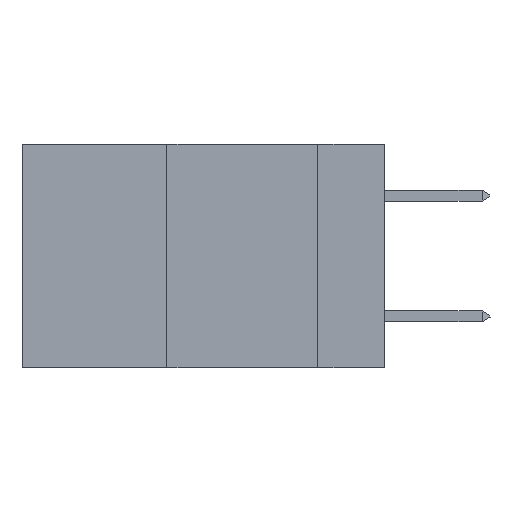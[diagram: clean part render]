
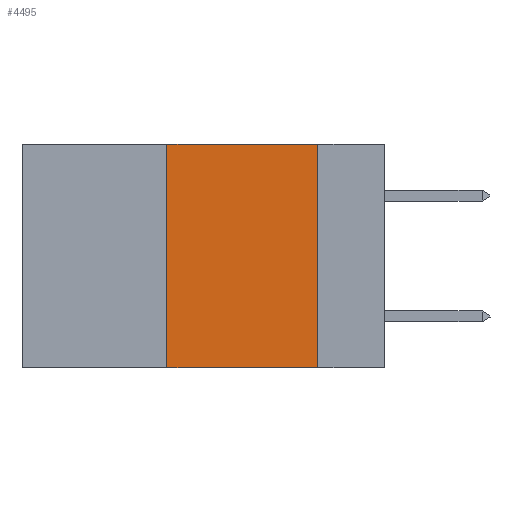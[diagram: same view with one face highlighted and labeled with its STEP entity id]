
A CAD part, left-side view. The second image highlights one B-rep face of the part: STEP entity #4495.
In plain terms, the highlighted planar face has unit normal (-1, 0, 0).
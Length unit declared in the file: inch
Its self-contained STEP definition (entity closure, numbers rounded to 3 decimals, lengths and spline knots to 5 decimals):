
#259 = VERTEX_POINT ( 'NONE', #3606 ) ;
#403 = CARTESIAN_POINT ( 'NONE',  ( 0., 0.11, 0. ) ) ;
#1139 = CARTESIAN_POINT ( 'NONE',  ( 0., 0.36, 0. ) ) ;
#1323 = VERTEX_POINT ( 'NONE', #1139 ) ;
#3384 = CARTESIAN_POINT ( 'NONE',  ( 0., 0.6, 0. ) ) ;
#3480 = ORIENTED_EDGE ( 'NONE', *, *, #9710, .F. ) ;
#3606 = CARTESIAN_POINT ( 'NONE',  ( 0., 0.36, -0.37 ) ) ;
#4495 = ADVANCED_FACE ( 'NONE', ( #10550 ), #15842, .F. ) ;
#4649 = CARTESIAN_POINT ( 'NONE',  ( 0., 0.36, 0. ) ) ;
#5267 = LINE ( 'NONE', #3384, #10861 ) ;
#5346 = VECTOR ( 'NONE', #16408, 39.37008 ) ;
#6040 = EDGE_CURVE ( 'NONE', #259, #1323, #6053, .T. ) ;
#6053 = LINE ( 'NONE', #4649, #13453 ) ;
#6362 = DIRECTION ( 'NONE',  ( 0., -1., 0. ) ) ;
#6545 = DIRECTION ( 'NONE',  ( 0., 0., -1. ) ) ;
#7195 = VECTOR ( 'NONE', #6362, 39.37008 ) ;
#8900 = ORIENTED_EDGE ( 'NONE', *, *, #19342, .T. ) ;
#9490 = VERTEX_POINT ( 'NONE', #22676 ) ;
#9710 = EDGE_CURVE ( 'NONE', #1323, #9490, #5267, .T. ) ;
#10550 = FACE_OUTER_BOUND ( 'NONE', #22801, .T. ) ;
#10566 = DIRECTION ( 'NONE',  ( 0., -1., 0. ) ) ;
#10861 = VECTOR ( 'NONE', #10566, 39.37008 ) ;
#12065 = DIRECTION ( 'NONE',  ( 1., 0., 0. ) ) ;
#12125 = ORIENTED_EDGE ( 'NONE', *, *, #21942, .F. ) ;
#13453 = VECTOR ( 'NONE', #20405, 39.37008 ) ;
#15842 = PLANE ( 'NONE',  #18296 ) ;
#16408 = DIRECTION ( 'NONE',  ( 0., 0., -1. ) ) ;
#17306 = CARTESIAN_POINT ( 'NONE',  ( 0., 0.6, -0.37 ) ) ;
#17369 = CARTESIAN_POINT ( 'NONE',  ( 0., 0.6, 0. ) ) ;
#18296 = AXIS2_PLACEMENT_3D ( 'NONE', #17369, #12065, #6545 ) ;
#18629 = LINE ( 'NONE', #403, #5346 ) ;
#19192 = ORIENTED_EDGE ( 'NONE', *, *, #6040, .F. ) ;
#19342 = EDGE_CURVE ( 'NONE', #259, #20901, #22481, .T. ) ;
#20405 = DIRECTION ( 'NONE',  ( 0., 0., 1. ) ) ;
#20901 = VERTEX_POINT ( 'NONE', #21405 ) ;
#21405 = CARTESIAN_POINT ( 'NONE',  ( 0., 0.11, -0.37 ) ) ;
#21942 = EDGE_CURVE ( 'NONE', #9490, #20901, #18629, .T. ) ;
#22481 = LINE ( 'NONE', #17306, #7195 ) ;
#22676 = CARTESIAN_POINT ( 'NONE',  ( 0., 0.11, 0. ) ) ;
#22801 = EDGE_LOOP ( 'NONE', ( #12125, #3480, #19192, #8900 ) ) ;
